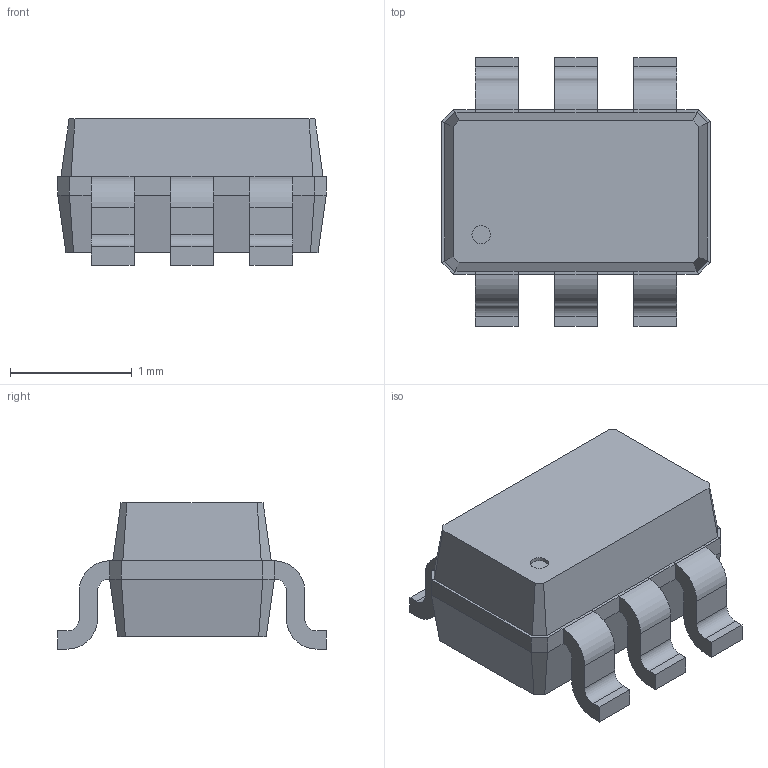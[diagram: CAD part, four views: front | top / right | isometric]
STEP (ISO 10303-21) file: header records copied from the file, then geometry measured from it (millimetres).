
FILE_DESCRIPTION(('FreeCAD Model'),'2;1');
FILE_NAME('sc70_3_22x22_p065.step','2017-02-18T21:14:23' ,('Author'),(''),'Open CASCADE STEP processor 6.9','FreeCAD','Unknown' );
FILE_SCHEMA(('AUTOMOTIVE_DESIGN_CC2 { 1 2 10303 214 -1 1 5 4 }'));
Length unit declared in the file: millimetre
Products named in the file (2): ASSEMBLY; sc70_3_22x22_p065
Assembly tree (1 placements, depth 2):
  ASSEMBLY
    sc70_3_22x22_p065
Bounding box: 2.2 x 2.2 x 1.2 mm (x, y, z)
Volume: 3.2 mm3; surface area: 17.5 mm2
Topology: 1 solids, 1 shells, 120 faces, 291 edges, 174 vertices
Faces by surface type: plane 65, bspline 30, cylinder 25
Full cylindrical faces by diameter (mm): 0.15 x1
Entity records: 8036 total; most frequent: CARTESIAN_POINT 1523, DIRECTION 975, LINE 665, VECTOR 665, ORIENTED_EDGE 582, PCURVE 582, DEFINITIONAL_REPRESENTATION 582, EDGE_CURVE 291
